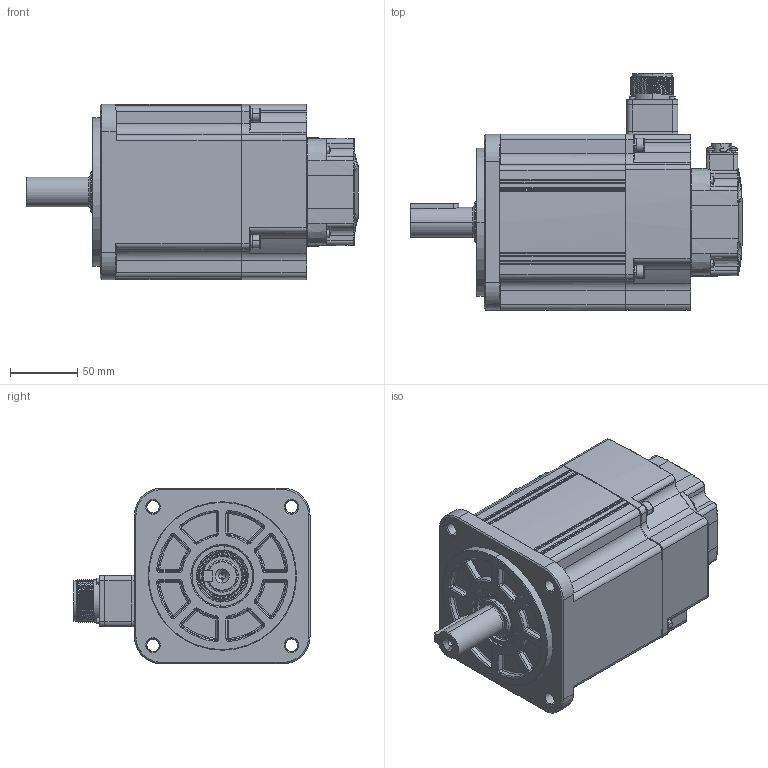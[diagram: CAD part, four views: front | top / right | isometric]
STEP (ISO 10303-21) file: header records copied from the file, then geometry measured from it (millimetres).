
FILE_DESCRIPTION (( 'STEP AP214' ), '1' );
FILE_NAME ('EM3G18D（抱闸）.STEP', '2023-11-15T09:55:08', ( '' ), ( '' ), 'SwSTEP 2.0', 'SolidWorks 2018', '' );
FILE_SCHEMA (( 'AUTOMOTIVE_DESIGN' ));
Length unit declared in the file: millimetre
Products named in the file (1): EM3G18Dㄗ惕掅ㄘ
Bounding box: 246 x 174.9 x 130 mm (x, y, z)
Surface area: 173416.1 mm2 (no closed solid volume)
Topology: 0 solids, 52 shells, 4025 faces, 10587 edges, 6719 vertices
Faces by surface type: plane 1649, cylinder 1138, bspline 514, cone 487, torus 197, sphere 40
Entity records: 187647 total; most frequent: CARTESIAN_POINT 46562, ORIENTED_EDGE 20644, DIRECTION 19515, EDGE_CURVE 10477, AXIS2_PLACEMENT_3D 7070, VERTEX_POINT 6716, VECTOR 5375, LINE 5375
